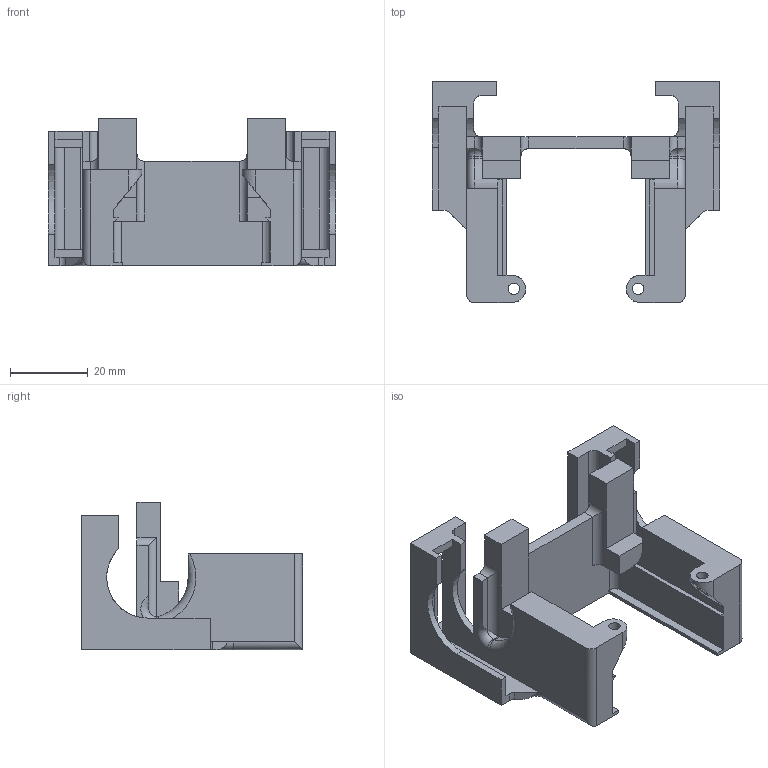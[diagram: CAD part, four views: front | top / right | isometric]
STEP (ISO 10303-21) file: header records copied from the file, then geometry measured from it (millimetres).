
FILE_DESCRIPTION (( 'STEP AP214' ), '1' );
FILE_NAME ('Mod. Talryyn_NozFanDuct_RV2_9.STEP', '2018-08-28T18:30:52', ( '' ), ( '' ), 'SwSTEP 2.0', 'SolidWorks 2015', '' );
FILE_SCHEMA (( 'AUTOMOTIVE_DESIGN' ));
Length unit declared in the file: millimetre
Products named in the file (2): Mod. Talryyn_NozFanDuct_RV2_9
Bounding box: 74.2 x 57 x 38 mm (x, y, z)
Volume: 27174.9 mm3; surface area: 17071.2 mm2
Topology: 1 solids, 1 shells, 144 faces, 412 edges, 266 vertices
Faces by surface type: plane 92, cylinder 44, torus 8
Entity records: 4819 total; most frequent: CARTESIAN_POINT 1020, ORIENTED_EDGE 824, DIRECTION 746, EDGE_CURVE 412, VECTOR 306, LINE 306, VERTEX_POINT 266, AXIS2_PLACEMENT_3D 220
